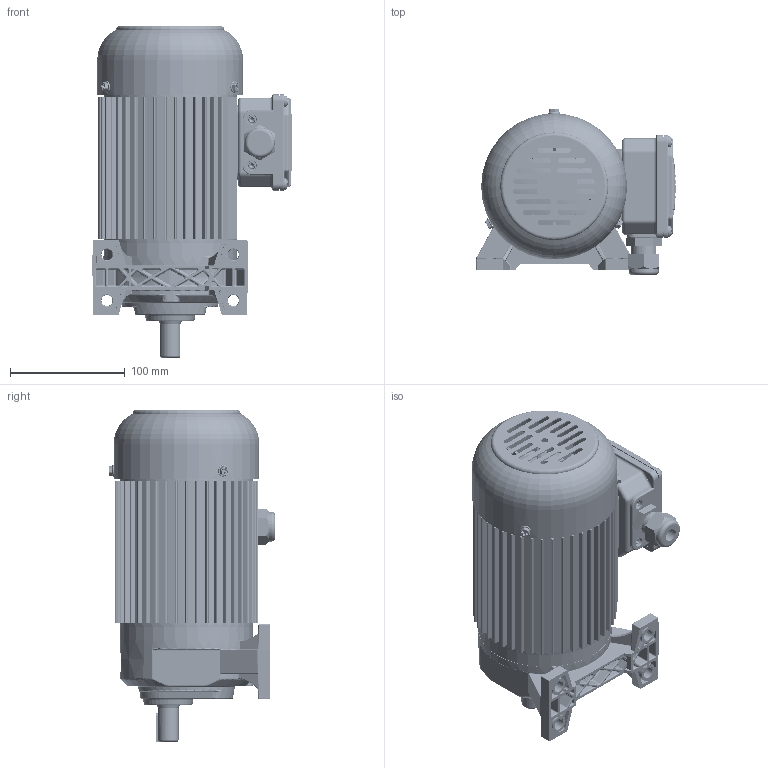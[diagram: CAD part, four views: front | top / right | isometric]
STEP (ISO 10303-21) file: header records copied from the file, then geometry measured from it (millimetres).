
FILE_DESCRIPTION (( 'STEP AP203' ), '1' );
FILE_NAME ('GH-18-200-S.STEP', '2016-03-22T05:22:33', ( '' ), ( '' ), 'SwSTEP 2.0', 'SolidWorks 2012', '' );
FILE_SCHEMA (( 'CONFIG_CONTROL_DESIGN' ));
Length unit declared in the file: millimetre
Products named in the file (1): GH-18-200-S
Bounding box: 173.56 x 144.5 x 289 mm (x, y, z)
Volume: 601314.4 mm3; surface area: 472743.7 mm2
Topology: 26 solids, 27 shells, 5258 faces, 12499 edges, 7123 vertices
Faces by surface type: cylinder 1710, plane 1299, bspline 842, torus 776, sphere 353, cone 278
Entity records: 171517 total; most frequent: CARTESIAN_POINT 56701, DIRECTION 24267, ORIENTED_EDGE 24188, EDGE_CURVE 12094, AXIS2_PLACEMENT_3D 9861, VERTEX_POINT 7080, EDGE_LOOP 5632, CIRCLE 5445
